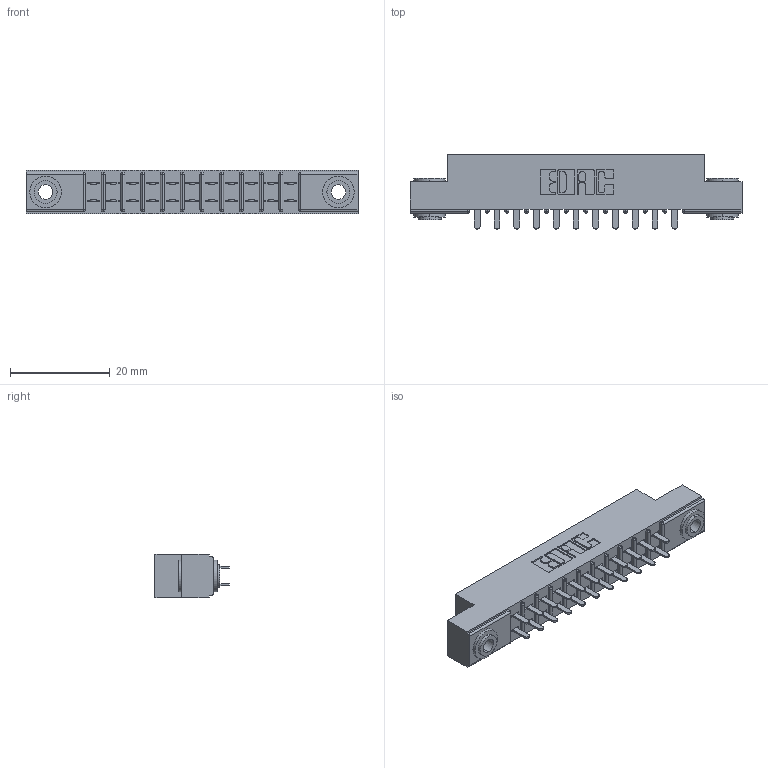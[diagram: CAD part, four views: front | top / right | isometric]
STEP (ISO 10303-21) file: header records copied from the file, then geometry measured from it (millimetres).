
FILE_DESCRIPTION (( 'STEP AP203' ), '1' );
FILE_NAME ('305-022-521-203.STEP', '2019-09-09T13:39:27', ( '' ), ( '' ), 'SwSTEP 2.0', 'SolidWorks 2016', '' );
FILE_SCHEMA (( 'CONFIG_CONTROL_DESIGN' ));
Length unit declared in the file: inch
Products named in the file (4): 345-250-002_345-250-002-102; 305-022-521-203; 305-290-001_521; 305 Part_.156 Dia
Assembly tree (25 placements, depth 2):
  305-022-521-203
    305 Part_.156 Dia
    305-290-001_521  x22
    345-250-002_345-250-002-102  x2
Bounding box: 66.6 x 14.86 x 8.71 mm (x, y, z)
Volume: 4170.5 mm3; surface area: 7393.9 mm2
Topology: 25 solids, 25 shells, 1180 faces, 3321 edges, 2150 vertices
Faces by surface type: plane 686, cylinder 442, sphere 44, cone 8
Entity records: 16629 total; most frequent: CARTESIAN_POINT 2732, ORIENTED_EDGE 2698, DIRECTION 2683, EDGE_CURVE 1349, LINE 1049, VECTOR 1049, VERTEX_POINT 866, AXIS2_PLACEMENT_3D 817
